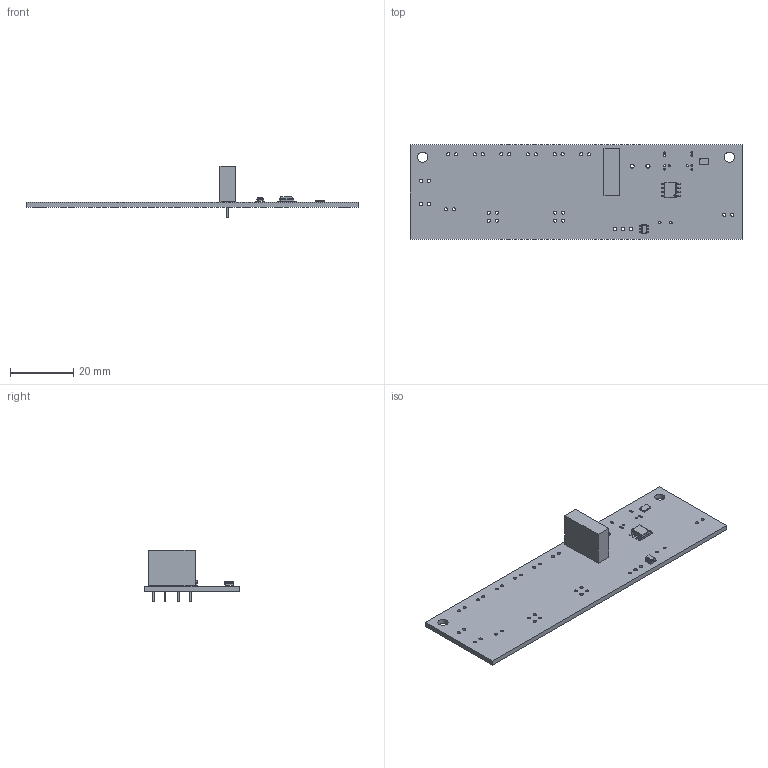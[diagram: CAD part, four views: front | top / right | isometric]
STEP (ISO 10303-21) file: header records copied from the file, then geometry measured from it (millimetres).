
FILE_DESCRIPTION(('KiCad electronic assembly'),'2;1');
FILE_NAME('better-klipper-expander.step','2022-12-19T22:18:18',('Pcbnew' ),('Kicad'),'Open CASCADE STEP processor 7.6', 'KiCad to STEP converter','Unknown');
FILE_SCHEMA(('AUTOMOTIVE_DESIGN { 1 0 10303 214 1 1 1 1 }'));
Length unit declared in the file: millimetre
Products named in the file (10): better-klipper-expander 1; W25Q16JVUXIQ; COMPOUND; TPS5450DDA; TXS0101DBVR; 01000063Z; better-klipper-expander PCB
Assembly tree (9 placements, depth 3):
  better-klipper-expander 1
    W25Q16JVUXIQ
      COMPOUND
    TPS5450DDA
      COMPOUND
    TXS0101DBVR
      COMPOUND
    01000063Z
      COMPOUND
    better-klipper-expander PCB
Bounding box: 105 x 30 x 16.3 mm (x, y, z)
Volume: 5801.1 mm3; surface area: 7660.3 mm2
Topology: 36 solids, 36 shells, 496 faces, 1195 edges, 768 vertices
Faces by surface type: plane 304, cylinder 174, sphere 18
Full cylindrical faces by diameter (mm): 0.2 x8, 0.58 x4, 0.61 x8, 0.66 x2, 0.78 x4, 0.8 x2, 1 x31, 1.3 x2, 3.2 x2
Entity records: 32022 total; most frequent: CARTESIAN_POINT 7123, DIRECTION 4679, LINE 2833, VECTOR 2833, ORIENTED_EDGE 2358, PCURVE 2358, DEFINITIONAL_REPRESENTATION 2358, EDGE_CURVE 1179
